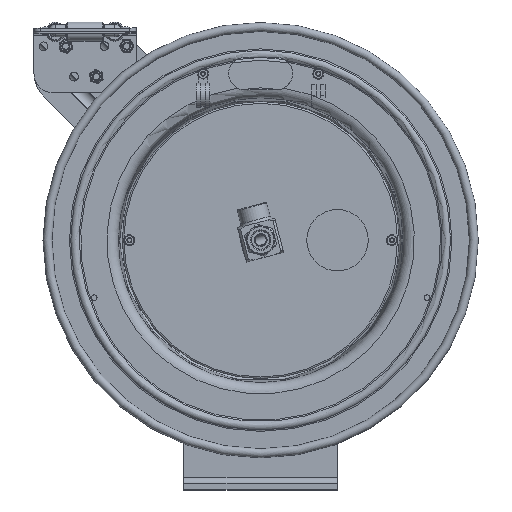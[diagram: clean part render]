
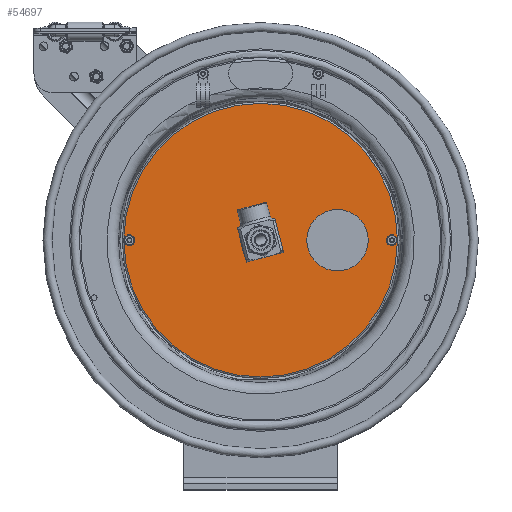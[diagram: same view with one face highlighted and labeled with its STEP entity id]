
A CAD part, top view. The second image highlights one B-rep face of the part: STEP entity #54697.
In plain terms, the highlighted planar face has unit normal (0, 0, 1).
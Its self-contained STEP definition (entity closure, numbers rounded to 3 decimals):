
#1176=FACE_BOUND('',#18690,.T.);
#1177=FACE_BOUND('',#18691,.T.);
#1178=FACE_BOUND('',#18692,.T.);
#1958=PLANE('',#58823);
#16553=FACE_OUTER_BOUND('',#18689,.T.);
#18689=EDGE_LOOP('',(#48017,#48018));
#18690=EDGE_LOOP('',(#48019));
#18691=EDGE_LOOP('',(#48020));
#18692=EDGE_LOOP('',(#48021));
#21105=CIRCLE('',#58820,5.345);
#21106=CIRCLE('',#58821,5.345);
#21108=CIRCLE('',#58824,0.1);
#21109=CIRCLE('',#58825,0.1);
#21110=CIRCLE('',#58826,0.65);
#26905=VERTEX_POINT('',#94110);
#26906=VERTEX_POINT('',#94111);
#26907=VERTEX_POINT('',#94116);
#26908=VERTEX_POINT('',#94118);
#26909=VERTEX_POINT('',#94120);
#35929=EDGE_CURVE('',#26905,#26906,#21105,.T.);
#35930=EDGE_CURVE('',#26906,#26905,#21106,.T.);
#35932=EDGE_CURVE('',#26907,#26907,#21108,.T.);
#35933=EDGE_CURVE('',#26908,#26908,#21109,.T.);
#35934=EDGE_CURVE('',#26909,#26909,#21110,.T.);
#48017=ORIENTED_EDGE('',*,*,#35929,.T.);
#48018=ORIENTED_EDGE('',*,*,#35930,.T.);
#48019=ORIENTED_EDGE('',*,*,#35932,.T.);
#48020=ORIENTED_EDGE('',*,*,#35933,.T.);
#48021=ORIENTED_EDGE('',*,*,#35934,.T.);
#54697=ADVANCED_FACE('',(#16553,#1176,#1177,#1178),#1958,.T.);
#58820=AXIS2_PLACEMENT_3D('',#94112,#69208,#69209);
#58821=AXIS2_PLACEMENT_3D('',#94113,#69210,#69211);
#58823=AXIS2_PLACEMENT_3D('',#94115,#69214,#69215);
#58824=AXIS2_PLACEMENT_3D('',#94117,#69216,#69217);
#58825=AXIS2_PLACEMENT_3D('',#94119,#69218,#69219);
#58826=AXIS2_PLACEMENT_3D('',#94121,#69220,#69221);
#69208=DIRECTION('center_axis',(0.,0.,
1.));
#69209=DIRECTION('ref_axis',(0.,-1.,0.));
#69210=DIRECTION('center_axis',(0.,0.,
1.));
#69211=DIRECTION('ref_axis',(0.,-1.,0.));
#69214=DIRECTION('center_axis',(0.,0.,
1.));
#69215=DIRECTION('ref_axis',(-1.,0.,0.));
#69216=DIRECTION('center_axis',(0.,0.,
-1.));
#69217=DIRECTION('ref_axis',(0.,-1.,0.));
#69218=DIRECTION('center_axis',(0.,0.,
-1.));
#69219=DIRECTION('ref_axis',(0.,-1.,0.));
#69220=DIRECTION('center_axis',(0.,0.,
-1.));
#69221=DIRECTION('ref_axis',(0.,1.,0.));
#94110=CARTESIAN_POINT('',(-0.031,-4.889,3.144));
#94111=CARTESIAN_POINT('',(5.314,0.456,3.144));
#94112=CARTESIAN_POINT('Origin',(-0.031,0.456,
3.144));
#94113=CARTESIAN_POINT('Origin',(-0.031,0.456,
3.144));
#94115=CARTESIAN_POINT('Origin',(-0.031,-2.216,
3.144));
#94116=CARTESIAN_POINT('',(-5.156,0.356,3.144));
#94117=CARTESIAN_POINT('Origin',(-5.156,0.456,3.144));
#94118=CARTESIAN_POINT('',(5.094,0.356,3.144));
#94119=CARTESIAN_POINT('Origin',(5.094,0.456,3.144));
#94120=CARTESIAN_POINT('',(-0.031,-0.194,3.144));
#94121=CARTESIAN_POINT('Origin',(-0.031,0.456,
3.144));
